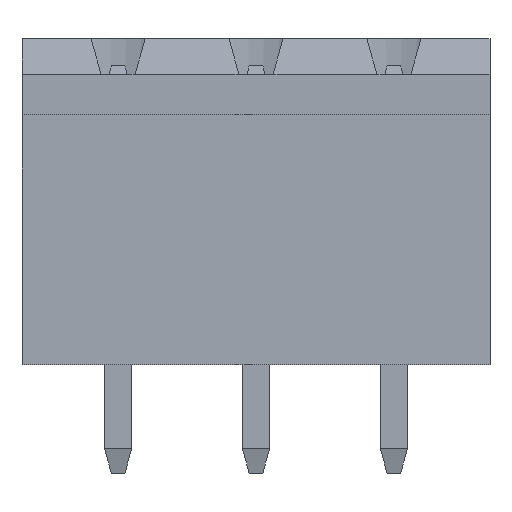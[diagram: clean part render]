
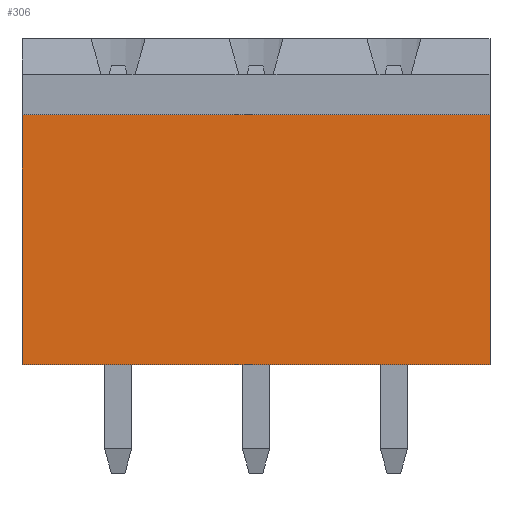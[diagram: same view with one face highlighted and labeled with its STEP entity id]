
A CAD part, front view. The second image highlights one B-rep face of the part: STEP entity #306.
In plain terms, the highlighted planar face has unit normal (0, -1, 0).
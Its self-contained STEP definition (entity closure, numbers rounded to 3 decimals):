
#306=ADVANCED_FACE('',(#710),#711,.T.);
#710=FACE_OUTER_BOUND('',#1221,.T.);
#711=PLANE('',#1222);
#1221=EDGE_LOOP('',(#2035,#2036,#2037,#2038));
#1222=AXIS2_PLACEMENT_3D('',#2039,#2040,#2041);
#2035=ORIENTED_EDGE('',*,*,#3260,.F.);
#2036=ORIENTED_EDGE('',*,*,#3274,.F.);
#2037=ORIENTED_EDGE('',*,*,#3251,.T.);
#2038=ORIENTED_EDGE('',*,*,#3272,.T.);
#2039=CARTESIAN_POINT('',(8.62,-4.05,-6.0));
#2040=DIRECTION('',(0.0,-1.0,0.0));
#2041=DIRECTION('',(0.0,0.0,-1.0));
#3251=EDGE_CURVE('',#3953,#3951,#3954,.T.);
#3260=EDGE_CURVE('',#3968,#3970,#3971,.T.);
#3272=EDGE_CURVE('',#3951,#3970,#3988,.T.);
#3274=EDGE_CURVE('',#3953,#3968,#3990,.T.);
#3951=VERTEX_POINT('',#4947);
#3953=VERTEX_POINT('',#4950);
#3954=LINE('',#4951,#4952);
#3968=VERTEX_POINT('',#4972);
#3970=VERTEX_POINT('',#4975);
#3971=LINE('',#4976,#4977);
#3988=LINE('',#5003,#5004);
#3990=LINE('',#5006,#5007);
#4947=CARTESIAN_POINT('',(8.62,-4.05,3.2));
#4950=CARTESIAN_POINT('',(8.62,-4.05,-6.0));
#4951=CARTESIAN_POINT('',(8.62,-4.05,-6.0));
#4952=VECTOR('',#5931,1000.0);
#4972=CARTESIAN_POINT('',(-8.62,-4.05,-6.0));
#4975=CARTESIAN_POINT('',(-8.62,-4.05,3.2));
#4976=CARTESIAN_POINT('',(-8.62,-4.05,-6.0));
#4977=VECTOR('',#5939,1000.0);
#5003=CARTESIAN_POINT('',(8.62,-4.05,3.2));
#5004=VECTOR('',#5949,1000.0);
#5006=CARTESIAN_POINT('',(8.62,-4.05,-6.0));
#5007=VECTOR('',#5950,1000.0);
#5931=DIRECTION('',(0.0,0.0,1.0));
#5939=DIRECTION('',(0.0,0.0,1.0));
#5949=DIRECTION('',(-1.0,0.0,0.0));
#5950=DIRECTION('',(-1.0,0.0,0.0));
